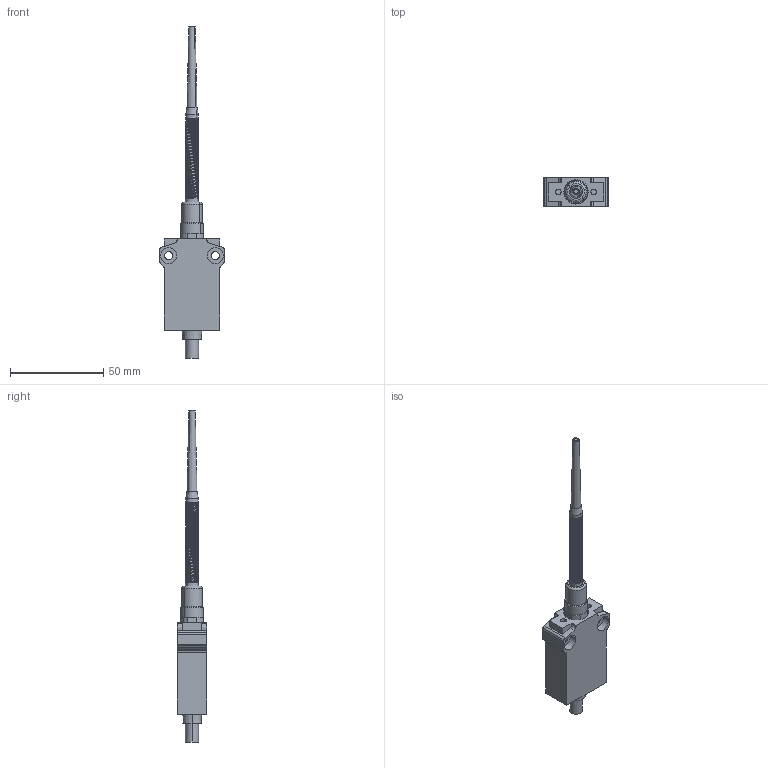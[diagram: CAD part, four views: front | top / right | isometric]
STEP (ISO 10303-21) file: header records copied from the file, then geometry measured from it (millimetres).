
FILE_DESCRIPTION (( 'STEP AP214' ), '1' );
FILE_NAME ('AEP2G92Z11-1.step', '2019-09-18T13:32:15', ( '' ), ( '' ), 'SwSTEP 2.0', 'SolidWorks 2018', '' );
FILE_SCHEMA (( 'AUTOMOTIVE_DESIGN' ));
Length unit declared in the file: millimetre
Products named in the file (1): AEP2G92Z11-1
Bounding box: 35 x 16 x 178.1 mm (x, y, z)
Volume: 26575.8 mm3; surface area: 10906 mm2
Topology: 4 solids, 4 shells, 131 faces, 325 edges, 213 vertices
Faces by surface type: cylinder 59, plane 53, cone 13, torus 4, bspline 2
Entity records: 14736 total; most frequent: CARTESIAN_POINT 11444, DIRECTION 722, ORIENTED_EDGE 650, EDGE_CURVE 325, AXIS2_PLACEMENT_3D 283, VERTEX_POINT 213, VECTOR 156, LINE 156
